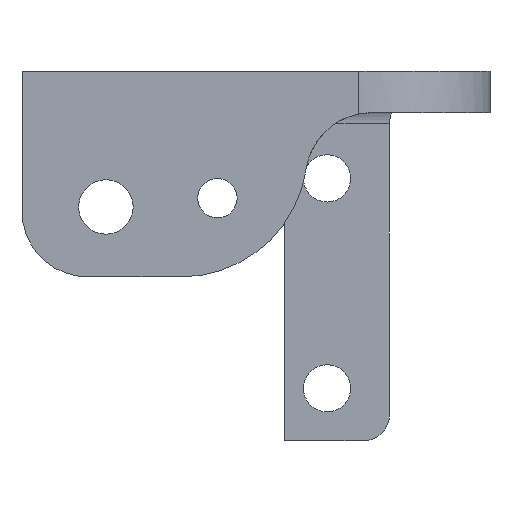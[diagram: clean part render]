
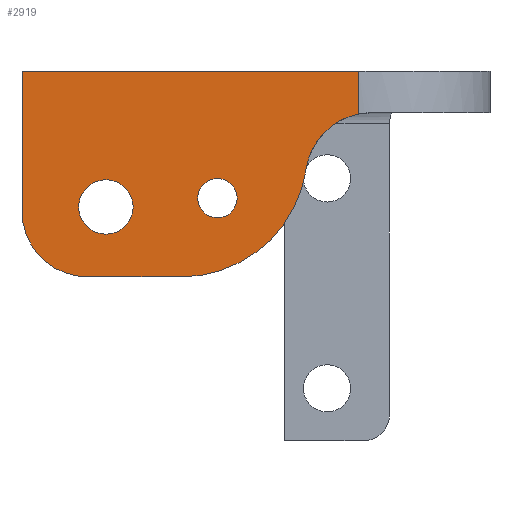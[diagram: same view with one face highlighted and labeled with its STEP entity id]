
A CAD part, left-side view. The second image highlights one B-rep face of the part: STEP entity #2919.
In plain terms, the highlighted planar face has unit normal (-1, 0, 0).
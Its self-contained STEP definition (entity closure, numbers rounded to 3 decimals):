
#1 = CIRCLE ( 'NONE', #1660, 2.075 ) ;
#69 = EDGE_CURVE ( 'NONE', #684, #1931, #225, .T. ) ;
#70 = CARTESIAN_POINT ( 'NONE',  ( -39.85, 17.832, -12.5 ) ) ;
#76 = CARTESIAN_POINT ( 'NONE',  ( -39.85, -7.832, 3.175 ) ) ;
#110 = VERTEX_POINT ( 'NONE', #1361 ) ;
#140 = ORIENTED_EDGE ( 'NONE', *, *, #69, .T. ) ;
#161 = EDGE_CURVE ( 'NONE', #839, #1712, #213, .T. ) ;
#181 = CARTESIAN_POINT ( 'NONE',  ( -39.85, 11.439, -7.175 ) ) ;
#198 = DIRECTION ( 'NONE',  ( 0., 0., -1. ) ) ;
#213 = LINE ( 'NONE', #2257, #1788 ) ;
#225 = CIRCLE ( 'NONE', #2413, 9.621 ) ;
#226 = DIRECTION ( 'NONE',  ( 0., 0., -1. ) ) ;
#399 = CARTESIAN_POINT ( 'NONE',  ( -39.85, 5.694, -12.5 ) ) ;
#460 = VERTEX_POINT ( 'NONE', #1782 ) ;
#490 = DIRECTION ( 'NONE',  ( 0., 0., 1. ) ) ;
#514 = VECTOR ( 'NONE', #490, 1000. ) ;
#557 = CIRCLE ( 'NONE', #1651, 1.5 ) ;
#598 = FACE_BOUND ( 'NONE', #2101, .T. ) ;
#613 = PLANE ( 'NONE',  #1656 ) ;
#684 = VERTEX_POINT ( 'NONE', #399 ) ;
#744 = DIRECTION ( 'NONE',  ( 0., 0., 1. ) ) ;
#748 = AXIS2_PLACEMENT_3D ( 'NONE', #2797, #1658, #744 ) ;
#751 = CIRCLE ( 'NONE', #1039, 2.075 ) ;
#768 = ORIENTED_EDGE ( 'NONE', *, *, #1547, .T. ) ;
#773 = LINE ( 'NONE', #1689, #1090 ) ;
#805 = CARTESIAN_POINT ( 'NONE',  ( -39.85, 11.439, -9.25 ) ) ;
#819 = DIRECTION ( 'NONE',  ( 0., 0., 1. ) ) ;
#839 = VERTEX_POINT ( 'NONE', #2016 ) ;
#840 = VECTOR ( 'NONE', #2842, 1000. ) ;
#847 = CARTESIAN_POINT ( 'NONE',  ( -39.85, 2.939, -8. ) ) ;
#867 = FACE_BOUND ( 'NONE', #1803, .T. ) ;
#877 = CARTESIAN_POINT ( 'NONE',  ( -39.85, 12.832, -7.5 ) ) ;
#881 = DIRECTION ( 'NONE',  ( -1., 0., 0. ) ) ;
#888 = ORIENTED_EDGE ( 'NONE', *, *, #1802, .F. ) ;
#928 = DIRECTION ( 'NONE',  ( 0., 0., 1. ) ) ;
#1006 = ORIENTED_EDGE ( 'NONE', *, *, #161, .T. ) ;
#1039 = AXIS2_PLACEMENT_3D ( 'NONE', #181, #1997, #2916 ) ;
#1061 = FACE_OUTER_BOUND ( 'NONE', #2837, .T. ) ;
#1090 = VECTOR ( 'NONE', #2846, 1000. ) ;
#1110 = CARTESIAN_POINT ( 'NONE',  ( -39.85, 2.939, -6.5 ) ) ;
#1190 = CARTESIAN_POINT ( 'NONE',  ( -39.85, 11.439, -5.1 ) ) ;
#1207 = CARTESIAN_POINT ( 'NONE',  ( -39.85, 2.939, -6.5 ) ) ;
#1255 = VERTEX_POINT ( 'NONE', #847 ) ;
#1274 = CARTESIAN_POINT ( 'NONE',  ( -39.85, 17.832, -7.5 ) ) ;
#1281 = AXIS2_PLACEMENT_3D ( 'NONE', #1110, #881, #1795 ) ;
#1316 = DIRECTION ( 'NONE',  ( -1., 0., 0. ) ) ;
#1334 = EDGE_CURVE ( 'NONE', #1712, #110, #1483, .T. ) ;
#1361 = CARTESIAN_POINT ( 'NONE',  ( -39.85, 12.832, -12.5 ) ) ;
#1405 = DIRECTION ( 'NONE',  ( -1., 0., 0. ) ) ;
#1428 = ORIENTED_EDGE ( 'NONE', *, *, #2230, .F. ) ;
#1437 = LINE ( 'NONE', #76, #514 ) ;
#1458 = LINE ( 'NONE', #70, #840 ) ;
#1483 = CIRCLE ( 'NONE', #2393, 5. ) ;
#1547 = EDGE_CURVE ( 'NONE', #110, #684, #1458, .T. ) ;
#1573 = DIRECTION ( 'NONE',  ( -1., 0., 0. ) ) ;
#1647 = ORIENTED_EDGE ( 'NONE', *, *, #2161, .T. ) ;
#1651 = AXIS2_PLACEMENT_3D ( 'NONE', #1207, #2069, #928 ) ;
#1656 = AXIS2_PLACEMENT_3D ( 'NONE', #2866, #1316, #2191 ) ;
#1658 = DIRECTION ( 'NONE',  ( 1., 0., 0. ) ) ;
#1660 = AXIS2_PLACEMENT_3D ( 'NONE', #2781, #1405, #2320 ) ;
#1689 = CARTESIAN_POINT ( 'NONE',  ( -39.85, 0., 3.175 ) ) ;
#1712 = VERTEX_POINT ( 'NONE', #1274 ) ;
#1748 = ORIENTED_EDGE ( 'NONE', *, *, #1765, .T. ) ;
#1765 = EDGE_CURVE ( 'NONE', #460, #1888, #1437, .T. ) ;
#1782 = CARTESIAN_POINT ( 'NONE',  ( -39.85, -7.832, -0.089 ) ) ;
#1785 = CARTESIAN_POINT ( 'NONE',  ( -39.85, 5.694, -2.879 ) ) ;
#1788 = VECTOR ( 'NONE', #198, 1000. ) ;
#1795 = DIRECTION ( 'NONE',  ( 0., 0., 1. ) ) ;
#1802 = EDGE_CURVE ( 'NONE', #1255, #2382, #557, .T. ) ;
#1803 = EDGE_LOOP ( 'NONE', ( #2213, #888 ) ) ;
#1888 = VERTEX_POINT ( 'NONE', #2868 ) ;
#1931 = VERTEX_POINT ( 'NONE', #2380 ) ;
#1945 = CARTESIAN_POINT ( 'NONE',  ( -39.85, 2.939, -5. ) ) ;
#1997 = DIRECTION ( 'NONE',  ( -1., 0., 0. ) ) ;
#2016 = CARTESIAN_POINT ( 'NONE',  ( -39.85, 17.832, 3.175 ) ) ;
#2069 = DIRECTION ( 'NONE',  ( -1., 0., 0. ) ) ;
#2101 = EDGE_LOOP ( 'NONE', ( #1428, #2211 ) ) ;
#2135 = EDGE_CURVE ( 'NONE', #2382, #1255, #2566, .T. ) ;
#2161 = EDGE_CURVE ( 'NONE', #1931, #460, #2955, .T. ) ;
#2191 = DIRECTION ( 'NONE',  ( 0., 0., 1. ) ) ;
#2211 = ORIENTED_EDGE ( 'NONE', *, *, #2724, .F. ) ;
#2213 = ORIENTED_EDGE ( 'NONE', *, *, #2135, .F. ) ;
#2230 = EDGE_CURVE ( 'NONE', #2626, #2891, #1, .T. ) ;
#2257 = CARTESIAN_POINT ( 'NONE',  ( -39.85, 17.832, 3.175 ) ) ;
#2320 = DIRECTION ( 'NONE',  ( 0., 0., 1. ) ) ;
#2380 = CARTESIAN_POINT ( 'NONE',  ( -39.85, -3.825, -4.275 ) ) ;
#2382 = VERTEX_POINT ( 'NONE', #1945 ) ;
#2393 = AXIS2_PLACEMENT_3D ( 'NONE', #877, #2421, #819 ) ;
#2403 = EDGE_CURVE ( 'NONE', #1888, #839, #773, .T. ) ;
#2413 = AXIS2_PLACEMENT_3D ( 'NONE', #1785, #1573, #226 ) ;
#2421 = DIRECTION ( 'NONE',  ( -1., 0., 0. ) ) ;
#2566 = CIRCLE ( 'NONE', #1281, 1.5 ) ;
#2626 = VERTEX_POINT ( 'NONE', #1190 ) ;
#2712 = ORIENTED_EDGE ( 'NONE', *, *, #2403, .T. ) ;
#2724 = EDGE_CURVE ( 'NONE', #2891, #2626, #751, .T. ) ;
#2749 = ORIENTED_EDGE ( 'NONE', *, *, #1334, .T. ) ;
#2781 = CARTESIAN_POINT ( 'NONE',  ( -39.85, 11.439, -7.175 ) ) ;
#2797 = CARTESIAN_POINT ( 'NONE',  ( -39.85, -8.772, -5. ) ) ;
#2837 = EDGE_LOOP ( 'NONE', ( #1006, #2749, #768, #140, #1647, #1748, #2712 ) ) ;
#2842 = DIRECTION ( 'NONE',  ( 0., -1., 0. ) ) ;
#2846 = DIRECTION ( 'NONE',  ( 0., 1., 0. ) ) ;
#2866 = CARTESIAN_POINT ( 'NONE',  ( -39.85, 0., 3.175 ) ) ;
#2868 = CARTESIAN_POINT ( 'NONE',  ( -39.85, -7.832, 3.175 ) ) ;
#2891 = VERTEX_POINT ( 'NONE', #805 ) ;
#2916 = DIRECTION ( 'NONE',  ( 0., 0., 1. ) ) ;
#2919 = ADVANCED_FACE ( 'NONE', ( #1061, #598, #867 ), #613, .T. ) ;
#2955 = CIRCLE ( 'NONE', #748, 5. ) ;
